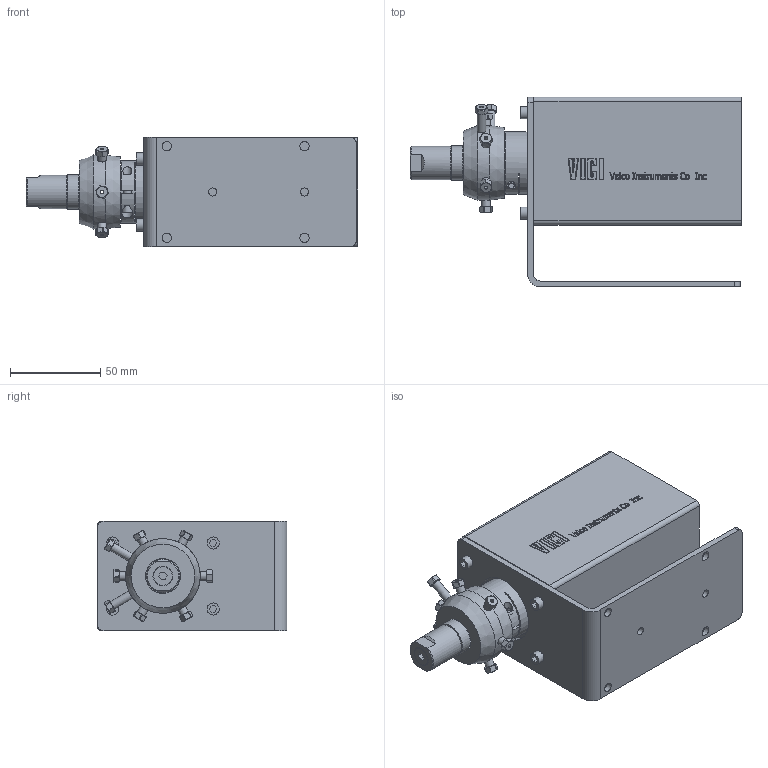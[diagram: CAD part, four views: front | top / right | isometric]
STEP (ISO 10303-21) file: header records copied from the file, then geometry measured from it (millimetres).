
FILE_DESCRIPTION((''),'2;1');
FILE_NAME('506384-EUTACSC6MWE 6mpos valve with universal actuator.stp','2013-08-27T09:15:16',('Franzp'),(''),'Autodesk Inventor 2013','Autodesk Inventor 2013','');
FILE_SCHEMA(('AUTOMOTIVE_DESIGN { 1 0 10303 214 1 1 1 1 }'));
Length unit declared in the file: millimetre
Products named in the file (1): 506384_Shrinkwrap_1
Bounding box: 183.3 x 104.98 x 60.34 mm (x, y, z)
Surface area: 99163.9 mm2 (no closed solid volume)
Topology: 0 solids, 85 shells, 279 faces, 2146 edges, 1913 vertices
Faces by surface type: plane 202, cylinder 62, cone 15
Full cylindrical faces by diameter (mm): 1.71 x2, 1.727 x6, 2 x1, 3.302 x1, 4.166 x1, 4.445 x2, 4.7 x2, 4.826 x6, 5.156 x4, 5.78 x1, 5.94 x1, 6.35 x1, 6.7 x4, 13.97 x1, 15.748 x1, 18.415 x1, 19.05 x2, 34.671 x1, 38.1 x1, 41.275 x1
Entity records: 21501 total; most frequent: CARTESIAN_POINT 6809, ORIENTED_EDGE 2421, DIRECTION 2282, EDGE_CURVE 2061, VERTEX_POINT 1881, VECTOR 1084, LINE 1084, AXIS2_PLACEMENT_3D 599
